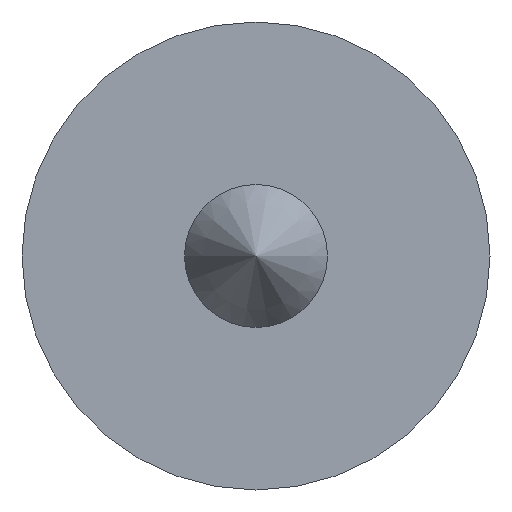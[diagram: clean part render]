
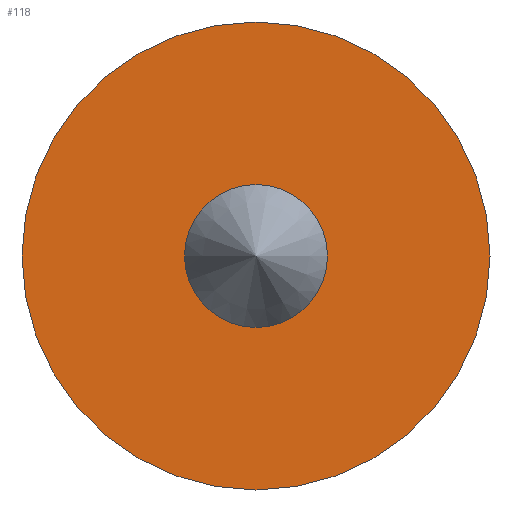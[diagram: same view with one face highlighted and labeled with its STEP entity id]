
A CAD part, front view. The second image highlights one B-rep face of the part: STEP entity #118.
In plain terms, the highlighted planar face has unit normal (0, -1, 0).
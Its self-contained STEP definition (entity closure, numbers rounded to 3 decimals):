
#56=PLANE('',#110);
#62=ORIENTED_EDGE('',*,*,#74,.T.);
#63=ORIENTED_EDGE('',*,*,#73,.F.);
#66=CIRCLE('',#109,2.75);
#67=CIRCLE('',#111,9.);
#70=VERTEX_POINT('',#128);
#71=VERTEX_POINT('',#131);
#73=EDGE_CURVE('',#70,#70,#66,.T.);
#74=EDGE_CURVE('',#71,#71,#67,.T.);
#78=EDGE_LOOP('',(#62));
#79=EDGE_LOOP('',(#63));
#85=FACE_BOUND('',#78,.T.);
#86=FACE_BOUND('',#79,.T.);
#94=DIRECTION('',(0.,-1.,0.));
#95=DIRECTION('',(2.75,0.,0.));
#96=DIRECTION('',(0.,-1.,0.));
#97=DIRECTION('',(-1.,0.,0.));
#98=DIRECTION('',(0.,-1.,0.));
#99=DIRECTION('',(9.,0.,0.));
#109=AXIS2_PLACEMENT_3D('',#129,#94,#95);
#110=AXIS2_PLACEMENT_3D('',#130,#96,#97);
#111=AXIS2_PLACEMENT_3D('',#132,#98,#99);
#118=ADVANCED_FACE('',(#85,#86),#56,.T.);
#128=CARTESIAN_POINT('',(2.75,0.,0.));
#129=CARTESIAN_POINT('',(0.,0.,0.));
#130=CARTESIAN_POINT('',(2.75,0.,0.));
#131=CARTESIAN_POINT('',(9.,0.,0.));
#132=CARTESIAN_POINT('',(0.,0.,0.));
